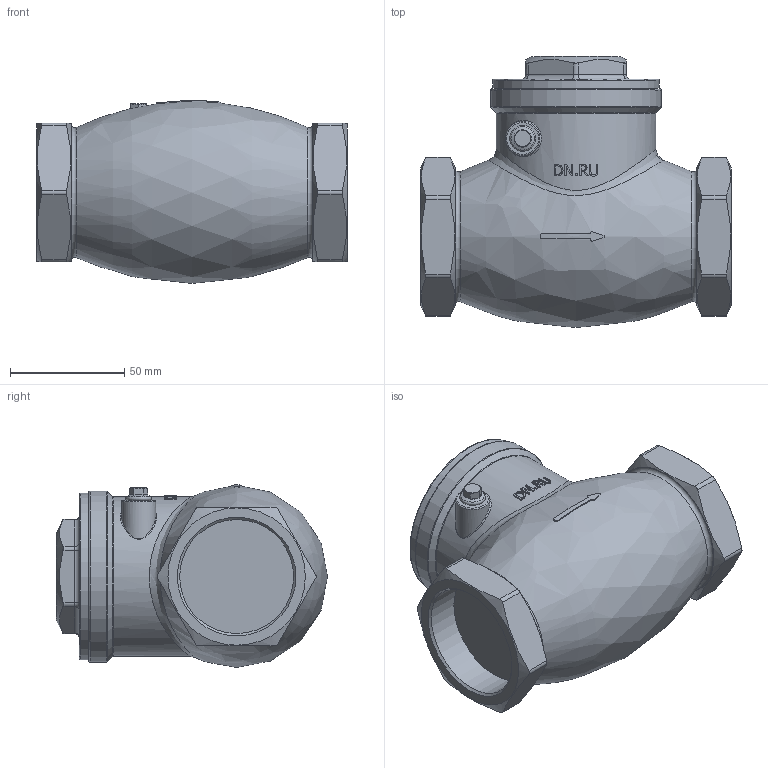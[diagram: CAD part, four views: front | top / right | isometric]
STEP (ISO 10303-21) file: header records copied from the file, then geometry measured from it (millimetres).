
FILE_DESCRIPTION(/* description */ (''),/* implementation_level */ '2;1');
FILE_NAME(/* name */ 'DN50_3D_STEP.stp',/* time_stamp */ '2024-03-23T18:41:38+03:00',/* author */ ('igorr'),/* organization */ (''),/* preprocessor_version */ 'ST-DEVELOPER v19.2',/* originating_system */ 'Autodesk Inventor 2023',/* authorisation */ '');
FILE_SCHEMA (('AUTOMOTIVE_DESIGN { 1 0 10303 214 3 1 1 }'));
Length unit declared in the file: millimetre
Products named in the file (3): Сборка; Деталь1; IFI 536 - M5x0,8 x 25, RHFSM
Assembly tree (2 placements, depth 2):
  Сборка
    Деталь1
    IFI 536 - M5x0,8 x 25, RHFSM
Bounding box: 136 x 118.84 x 80.17 mm (x, y, z)
Volume: 515852.7 mm3; surface area: 70551 mm2
Topology: 2 solids, 2 shells, 193 faces, 487 edges, 316 vertices
Faces by surface type: plane 89, cylinder 46, bspline 27, cone 17, torus 14
Full cylindrical faces by diameter (mm): 4.46 x1, 5 x2, 15 x1, 19.102 x1, 50 x2, 70 x1, 73 x1, 75 x1
Entity records: 7392 total; most frequent: CARTESIAN_POINT 2784, ORIENTED_EDGE 974, DIRECTION 809, EDGE_CURVE 487, VERTEX_POINT 316, AXIS2_PLACEMENT_3D 313, EDGE_LOOP 211, FACE_OUTER_BOUND 193
